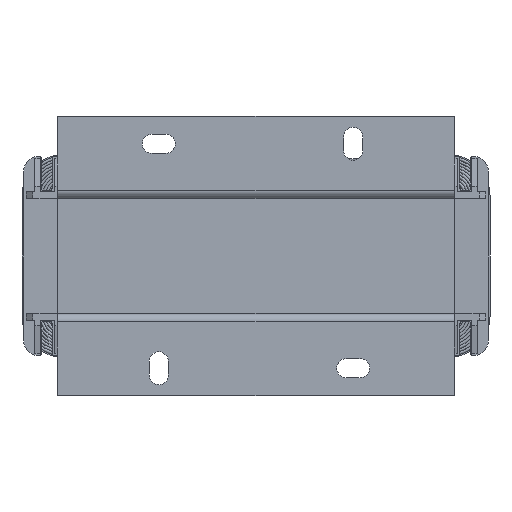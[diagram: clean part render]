
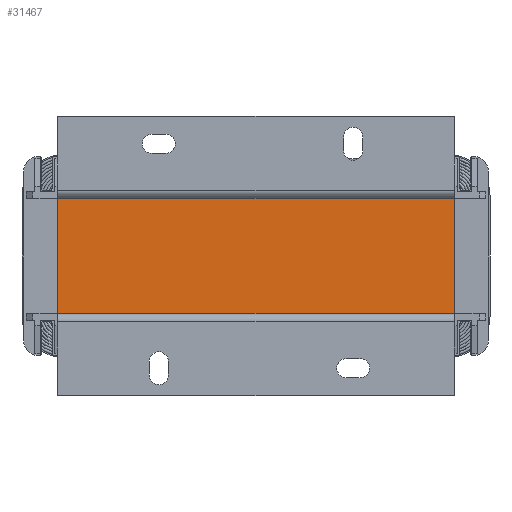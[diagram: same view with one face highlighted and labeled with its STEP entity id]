
A CAD part, front view. The second image highlights one B-rep face of the part: STEP entity #31467.
In plain terms, the highlighted planar face has unit normal (0, -1, 0).
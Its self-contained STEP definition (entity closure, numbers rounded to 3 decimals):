
#900 = CARTESIAN_POINT ( 'NONE',  ( 145., 0., 0. ) ) ;
#1261 = LINE ( 'NONE', #27098, #2133 ) ;
#2133 = VECTOR ( 'NONE', #27227, 1000. ) ;
#2873 = PLANE ( 'NONE',  #4121 ) ;
#4121 = AXIS2_PLACEMENT_3D ( 'NONE', #31570, #8325, #17275 ) ;
#5125 = EDGE_CURVE ( 'NONE', #7393, #35912, #1261, .T. ) ;
#6965 = EDGE_CURVE ( 'NONE', #30912, #35912, #35390, .T. ) ;
#7393 = VERTEX_POINT ( 'NONE', #35928 ) ;
#7545 = DIRECTION ( 'NONE',  ( 1., 0., 0. ) ) ;
#7917 = CARTESIAN_POINT ( 'NONE',  ( 0., 0., 0. ) ) ;
#8325 = DIRECTION ( 'NONE',  ( 0., 1., 0. ) ) ;
#8520 = CARTESIAN_POINT ( 'NONE',  ( 0., 0., 0. ) ) ;
#9343 = VERTEX_POINT ( 'NONE', #18919 ) ;
#10172 = ORIENTED_EDGE ( 'NONE', *, *, #5125, .F. ) ;
#10515 = ORIENTED_EDGE ( 'NONE', *, *, #23301, .T. ) ;
#11415 = LINE ( 'NONE', #21694, #31548 ) ;
#16370 = CARTESIAN_POINT ( 'NONE',  ( 0., 0., 42. ) ) ;
#17117 = EDGE_LOOP ( 'NONE', ( #23653, #10172, #24876, #10515 ) ) ;
#17275 = DIRECTION ( 'NONE',  ( 0., 0., 1. ) ) ;
#18919 = CARTESIAN_POINT ( 'NONE',  ( 0., 0., 42. ) ) ;
#21694 = CARTESIAN_POINT ( 'NONE',  ( 0., 0., 42. ) ) ;
#22399 = DIRECTION ( 'NONE',  ( 1., 0., 0. ) ) ;
#23301 = EDGE_CURVE ( 'NONE', #9343, #30912, #11415, .T. ) ;
#23653 = ORIENTED_EDGE ( 'NONE', *, *, #6965, .T. ) ;
#24876 = ORIENTED_EDGE ( 'NONE', *, *, #28956, .F. ) ;
#25062 = VECTOR ( 'NONE', #7545, 1000. ) ;
#27098 = CARTESIAN_POINT ( 'NONE',  ( 145., 0., 42. ) ) ;
#27227 = DIRECTION ( 'NONE',  ( 0., 0., -1. ) ) ;
#27463 = DIRECTION ( 'NONE',  ( 0., 0., -1. ) ) ;
#28956 = EDGE_CURVE ( 'NONE', #9343, #7393, #29112, .T. ) ;
#29112 = LINE ( 'NONE', #16370, #25062 ) ;
#30877 = VECTOR ( 'NONE', #22399, 1000. ) ;
#30912 = VERTEX_POINT ( 'NONE', #8520 ) ;
#31467 = ADVANCED_FACE ( 'NONE', ( #35838 ), #2873, .F. ) ;
#31548 = VECTOR ( 'NONE', #27463, 1000. ) ;
#31570 = CARTESIAN_POINT ( 'NONE',  ( 0., 0., 42. ) ) ;
#35390 = LINE ( 'NONE', #7917, #30877 ) ;
#35838 = FACE_OUTER_BOUND ( 'NONE', #17117, .T. ) ;
#35912 = VERTEX_POINT ( 'NONE', #900 ) ;
#35928 = CARTESIAN_POINT ( 'NONE',  ( 145., 0., 42. ) ) ;
